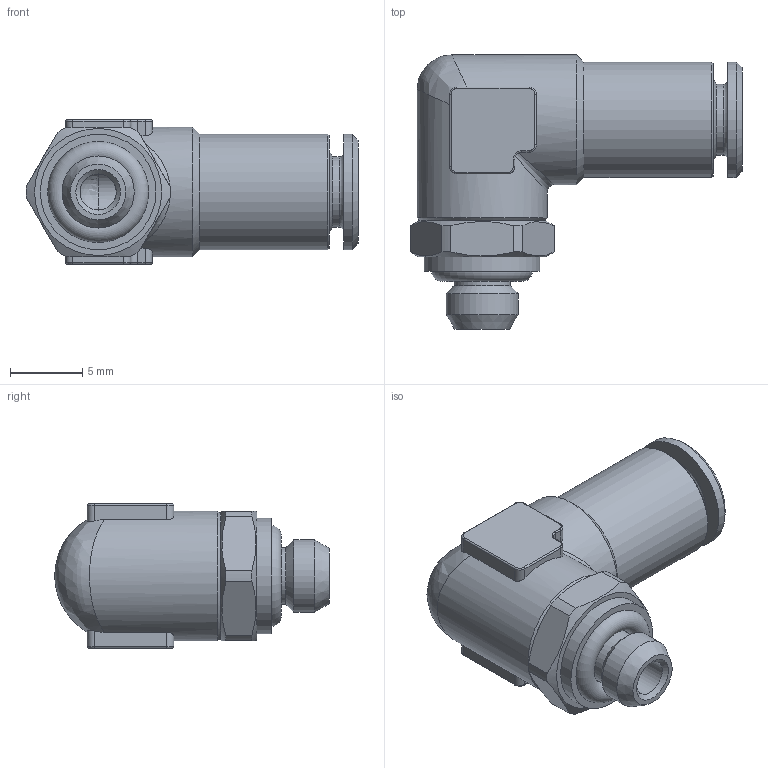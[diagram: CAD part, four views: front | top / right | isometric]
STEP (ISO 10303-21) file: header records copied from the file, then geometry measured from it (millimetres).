
FILE_DESCRIPTION(( 'MAL.16.04.M5.stp' ), '1');
FILE_NAME( 'MAL.16.04.M5.stp', '2021-02-19T18:25:06',( 'Sopra'),('sopra-pneumatic.com'), 'SwSTEP 2.0','SolidWorks 2009','' );
FILE_SCHEMA( ( 'AUTOMOTIVE_DESIGN { 1 0 10303 214 1 1 1 1 }' ) );
Length unit declared in the file: metre
Products named in the file (1): Rivoluzione3
Bounding box: 23 x 19 x 10 mm (x, y, z)
Volume: 1463.3 mm3; surface area: 1360.7 mm2
Topology: 1 solids, 1 shells, 98 faces, 240 edges, 148 vertices
Faces by surface type: cylinder 41, plane 28, torus 14, cone 12, bspline 2, sphere 1
Full cylindrical faces by diameter (mm): 2.5 x1, 3 x1, 3.9 x1, 4.15 x1, 4.9 x1, 5 x1, 8 x3, 9 x2
Entity records: 3857 total; most frequent: CARTESIAN_POINT 922, DIRECTION 454, ORIENTED_EDGE 410, EDGE_CURVE 205, AXIS2_PLACEMENT_3D 193, VERTEX_POINT 140, EDGE_LOOP 131, FACE_OUTER_BOUND 111
